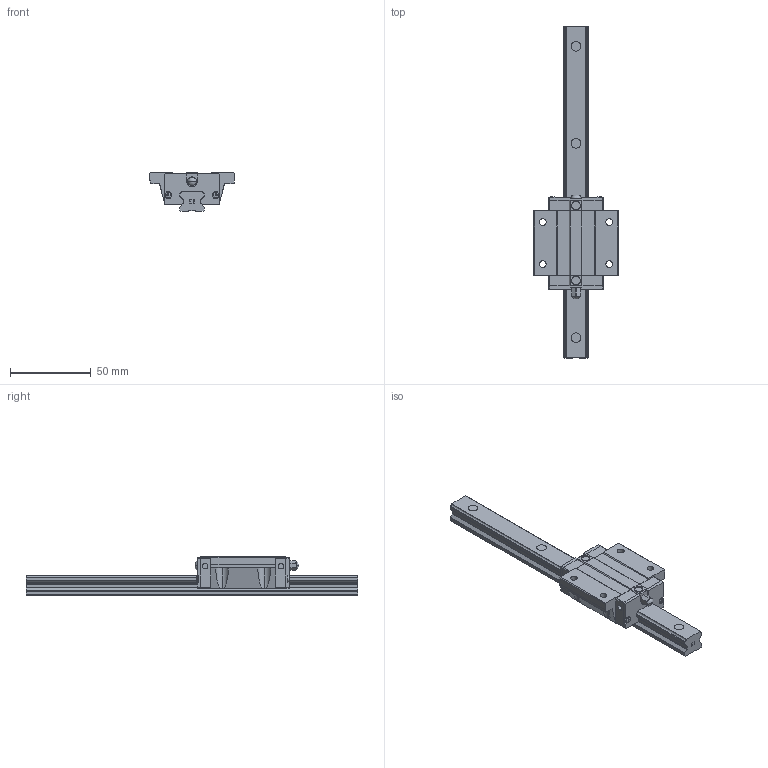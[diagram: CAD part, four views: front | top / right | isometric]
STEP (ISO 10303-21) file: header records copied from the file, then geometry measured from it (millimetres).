
FILE_DESCRIPTION(('STEP AP214'),'1');
FILE_NAME('cctmp_3BE5C97B-5D6B-4EE4-B7DD-8F2858F3B28E_2020_11_2_22_3_30_571..stp','2020-11-02T21:03:30',('HIWIN GmbH'),('CADClick - www.CADClick.com'),'Spatial InterOp 3D',' ','unknown authorization');
FILE_SCHEMA(('AUTOMOTIVE_DESIGN'));
Length unit declared in the file: millimetre
Products named in the file (3): EGW15CC1R205Z0H_FILE
Assembly tree (2 placements, depth 2):
  (unnamed)
    EGW15CC1R205Z0H_FILE
    EGW15CC1R205Z0H_FILE
Bounding box: 52 x 205 x 24 mm (x, y, z)
Volume: 69101.1 mm3; surface area: 23452.1 mm2
Topology: 2 solids, 5 shells, 441 faces, 1190 edges, 787 vertices
Faces by surface type: plane 295, cylinder 122, cone 20, sphere 2, torus 2
Entity records: 17431 total; most frequent: CARTESIAN_POINT 2613, ORIENTED_EDGE 2380, DIRECTION 2299, EDGE_CURVE 1190, LINE 841, VECTOR 841, VERTEX_POINT 787, AXIS2_PLACEMENT_3D 729
